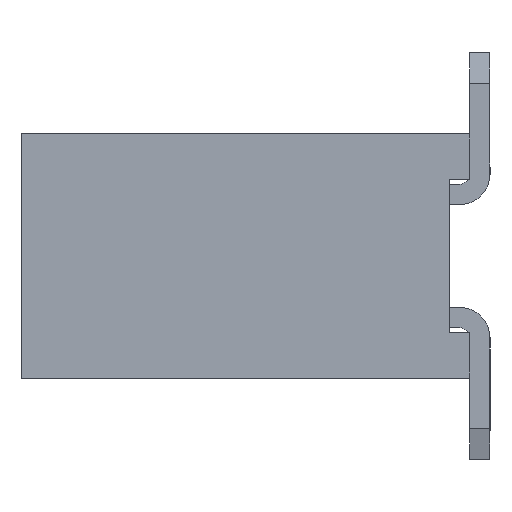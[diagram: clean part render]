
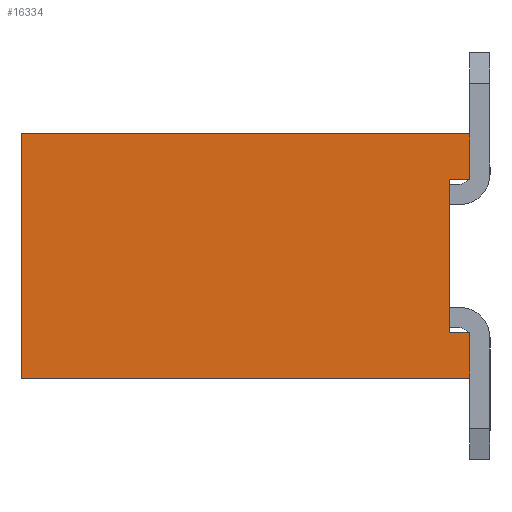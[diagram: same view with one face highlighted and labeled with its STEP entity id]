
A CAD part, left-side view. The second image highlights one B-rep face of the part: STEP entity #16334.
In plain terms, the highlighted planar face has unit normal (-1, 0, 0).
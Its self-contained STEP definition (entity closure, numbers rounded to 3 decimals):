
#128 = ORIENTED_EDGE ( 'NONE', *, *, #8561, .F. ) ;
#259 = DIRECTION ( 'NONE',  ( 0., 0., 1. ) ) ;
#535 = CARTESIAN_POINT ( 'NONE',  ( 13.975, 25.439, -2.4 ) ) ;
#806 = CARTESIAN_POINT ( 'NONE',  ( 13.975, 21.239, -1.95 ) ) ;
#870 = DIRECTION ( 'NONE',  ( 0., 1., 0. ) ) ;
#1508 = LINE ( 'NONE', #806, #11532 ) ;
#1678 = VECTOR ( 'NONE', #259, 1000. ) ;
#2129 = CARTESIAN_POINT ( 'NONE',  ( 13.975, 0., 0. ) ) ;
#2568 = DIRECTION ( 'NONE',  ( -1., 0., 0. ) ) ;
#2813 = VERTEX_POINT ( 'NONE', #535 ) ;
#3163 = EDGE_CURVE ( 'NONE', #9629, #15728, #11111, .T. ) ;
#3283 = ORIENTED_EDGE ( 'NONE', *, *, #14340, .T. ) ;
#3512 = CARTESIAN_POINT ( 'NONE',  ( 13.975, 21.039, -2.4 ) ) ;
#3711 = EDGE_CURVE ( 'NONE', #11661, #10668, #1508, .T. ) ;
#4372 = LINE ( 'NONE', #6960, #4789 ) ;
#4759 = LINE ( 'NONE', #8207, #1678 ) ;
#4789 = VECTOR ( 'NONE', #14914, 1000. ) ;
#4866 = VERTEX_POINT ( 'NONE', #3512 ) ;
#4907 = CARTESIAN_POINT ( 'NONE',  ( 13.975, 21.239, -1.95 ) ) ;
#5000 = DIRECTION ( 'NONE',  ( 0., -1., 0. ) ) ;
#5001 = VECTOR ( 'NONE', #5000, 1000. ) ;
#5102 = EDGE_CURVE ( 'NONE', #4866, #11661, #4759, .T. ) ;
#5331 = ORIENTED_EDGE ( 'NONE', *, *, #8267, .T. ) ;
#5427 = LINE ( 'NONE', #10331, #15624 ) ;
#5431 = ORIENTED_EDGE ( 'NONE', *, *, #5102, .T. ) ;
#6455 = LINE ( 'NONE', #10403, #16647 ) ;
#6954 = EDGE_LOOP ( 'NONE', ( #9378, #15262, #11092, #5331, #10523, #128, #3283, #5431 ) ) ;
#6960 = CARTESIAN_POINT ( 'NONE',  ( 13.975, 25.439, -2.4 ) ) ;
#7370 = LINE ( 'NONE', #15203, #17084 ) ;
#7737 = DIRECTION ( 'NONE',  ( 0., -1., 0. ) ) ;
#7807 = FACE_OUTER_BOUND ( 'NONE', #6954, .T. ) ;
#8207 = CARTESIAN_POINT ( 'NONE',  ( 13.975, 21.039, -2.4 ) ) ;
#8267 = EDGE_CURVE ( 'NONE', #15384, #9629, #5427, .T. ) ;
#8287 = EDGE_CURVE ( 'NONE', #9304, #15384, #8583, .T. ) ;
#8561 = EDGE_CURVE ( 'NONE', #2813, #15728, #4372, .T. ) ;
#8583 = LINE ( 'NONE', #11673, #5001 ) ;
#9304 = VERTEX_POINT ( 'NONE', #13266 ) ;
#9378 = ORIENTED_EDGE ( 'NONE', *, *, #3711, .T. ) ;
#9629 = VERTEX_POINT ( 'NONE', #13956 ) ;
#10331 = CARTESIAN_POINT ( 'NONE',  ( 13.975, 21.039, -2.4 ) ) ;
#10403 = CARTESIAN_POINT ( 'NONE',  ( 13.975, 21.039, -2.4 ) ) ;
#10488 = PLANE ( 'NONE',  #14114 ) ;
#10523 = ORIENTED_EDGE ( 'NONE', *, *, #3163, .T. ) ;
#10534 = CARTESIAN_POINT ( 'NONE',  ( 13.975, 21.039, -2.4 ) ) ;
#10668 = VERTEX_POINT ( 'NONE', #4907 ) ;
#11092 = ORIENTED_EDGE ( 'NONE', *, *, #8287, .T. ) ;
#11111 = LINE ( 'NONE', #2129, #11939 ) ;
#11532 = VECTOR ( 'NONE', #14041, 1000. ) ;
#11661 = VERTEX_POINT ( 'NONE', #15015 ) ;
#11673 = CARTESIAN_POINT ( 'NONE',  ( 13.975, 21.039, -0.45 ) ) ;
#11882 = DIRECTION ( 'NONE',  ( 0., 0., 1. ) ) ;
#11939 = VECTOR ( 'NONE', #870, 1000. ) ;
#13011 = DIRECTION ( 'NONE',  ( 0., 0., 1. ) ) ;
#13266 = CARTESIAN_POINT ( 'NONE',  ( 13.975, 21.239, -0.45 ) ) ;
#13488 = EDGE_CURVE ( 'NONE', #10668, #9304, #7370, .T. ) ;
#13956 = CARTESIAN_POINT ( 'NONE',  ( 13.975, 21.039, 0. ) ) ;
#14041 = DIRECTION ( 'NONE',  ( 0., 1., 0. ) ) ;
#14114 = AXIS2_PLACEMENT_3D ( 'NONE', #10534, #2568, #11882 ) ;
#14340 = EDGE_CURVE ( 'NONE', #2813, #4866, #6455, .T. ) ;
#14560 = CARTESIAN_POINT ( 'NONE',  ( 13.975, 25.439, 0. ) ) ;
#14914 = DIRECTION ( 'NONE',  ( 0., 0., 1. ) ) ;
#15015 = CARTESIAN_POINT ( 'NONE',  ( 13.975, 21.039, -1.95 ) ) ;
#15120 = CARTESIAN_POINT ( 'NONE',  ( 13.975, 21.039, -0.45 ) ) ;
#15203 = CARTESIAN_POINT ( 'NONE',  ( 13.975, 21.239, -0.45 ) ) ;
#15262 = ORIENTED_EDGE ( 'NONE', *, *, #13488, .T. ) ;
#15384 = VERTEX_POINT ( 'NONE', #15120 ) ;
#15624 = VECTOR ( 'NONE', #13011, 1000. ) ;
#15728 = VERTEX_POINT ( 'NONE', #14560 ) ;
#16334 = ADVANCED_FACE ( 'NONE', ( #7807 ), #10488, .T. ) ;
#16524 = DIRECTION ( 'NONE',  ( 0., 0., 1. ) ) ;
#16647 = VECTOR ( 'NONE', #7737, 1000. ) ;
#17084 = VECTOR ( 'NONE', #16524, 1000. ) ;
